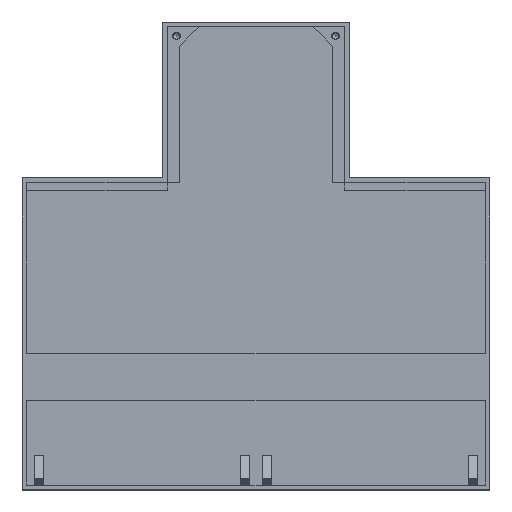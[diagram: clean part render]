
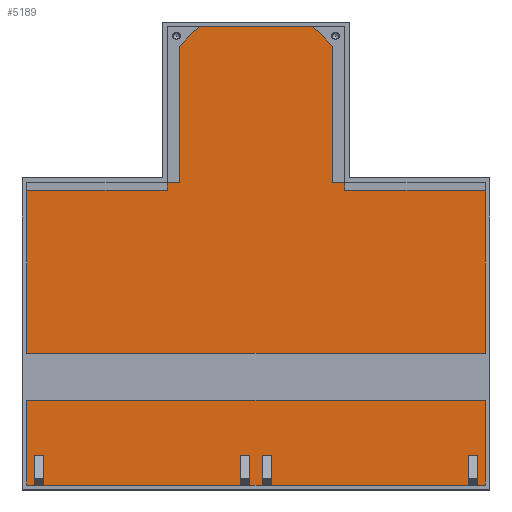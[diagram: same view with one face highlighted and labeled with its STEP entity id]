
A CAD part, top view. The second image highlights one B-rep face of the part: STEP entity #5189.
In plain terms, the highlighted planar face has unit normal (0, 0, 1).
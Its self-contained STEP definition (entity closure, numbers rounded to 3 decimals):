
#75=PLANE('',#5508);
#366=FACE_OUTER_BOUND('',#650,.T.);
#650=EDGE_LOOP('',(#4535,#4536,#4537,#4538,#4539,#4540,#4541,#4542,#4543,
#4544,#4545,#4546,#4547,#4548,#4549,#4550));
#1303=LINE('',#16878,#1669);
#1311=LINE('',#16895,#1677);
#1316=LINE('',#16904,#1682);
#1320=LINE('',#16912,#1686);
#1322=LINE('',#16916,#1688);
#1325=LINE('',#16922,#1691);
#1331=LINE('',#16933,#1697);
#1332=LINE('',#16936,#1698);
#1394=LINE('',#19828,#1760);
#1396=LINE('',#19831,#1762);
#1397=LINE('',#19833,#1763);
#1398=LINE('',#19835,#1764);
#1399=LINE('',#19837,#1765);
#1400=LINE('',#19839,#1766);
#1401=LINE('',#19841,#1767);
#1402=LINE('',#19842,#1768);
#1669=VECTOR('',#6175,10.);
#1677=VECTOR('',#6187,10.);
#1682=VECTOR('',#6194,10.);
#1686=VECTOR('',#6200,10.);
#1688=VECTOR('',#6204,10.);
#1691=VECTOR('',#6209,10.);
#1697=VECTOR('',#6219,10.);
#1698=VECTOR('',#6222,10.);
#1760=VECTOR('',#6356,10.);
#1762=VECTOR('',#6360,10.);
#1763=VECTOR('',#6361,10.);
#1764=VECTOR('',#6362,10.);
#1765=VECTOR('',#6363,10.);
#1766=VECTOR('',#6364,10.);
#1767=VECTOR('',#6365,10.);
#1768=VECTOR('',#6366,10.);
#2258=VERTEX_POINT('',#16875);
#2259=VERTEX_POINT('',#16877);
#2265=VERTEX_POINT('',#16892);
#2266=VERTEX_POINT('',#16894);
#2269=VERTEX_POINT('',#16902);
#2272=VERTEX_POINT('',#16910);
#2273=VERTEX_POINT('',#16914);
#2275=VERTEX_POINT('',#16920);
#2278=VERTEX_POINT('',#16931);
#2279=VERTEX_POINT('',#16935);
#2323=VERTEX_POINT('',#19827);
#2324=VERTEX_POINT('',#19832);
#2325=VERTEX_POINT('',#19834);
#2326=VERTEX_POINT('',#19836);
#2327=VERTEX_POINT('',#19838);
#2328=VERTEX_POINT('',#19840);
#2969=EDGE_CURVE('',#2258,#2259,#1303,.T.);
#2977=EDGE_CURVE('',#2266,#2265,#1311,.T.);
#2982=EDGE_CURVE('',#2258,#2269,#1316,.T.);
#2986=EDGE_CURVE('',#2269,#2272,#1320,.T.);
#2988=EDGE_CURVE('',#2273,#2265,#1322,.T.);
#2991=EDGE_CURVE('',#2275,#2273,#1325,.T.);
#2997=EDGE_CURVE('',#2278,#2275,#1331,.T.);
#2998=EDGE_CURVE('',#2279,#2259,#1332,.T.);
#3080=EDGE_CURVE('',#2323,#2266,#1394,.T.);
#3082=EDGE_CURVE('',#2279,#2278,#1396,.T.);
#3083=EDGE_CURVE('',#2272,#2324,#1397,.T.);
#3084=EDGE_CURVE('',#2325,#2324,#1398,.T.);
#3085=EDGE_CURVE('',#2326,#2325,#1399,.T.);
#3086=EDGE_CURVE('',#2327,#2326,#1400,.T.);
#3087=EDGE_CURVE('',#2328,#2327,#1401,.T.);
#3088=EDGE_CURVE('',#2323,#2328,#1402,.T.);
#4535=ORIENTED_EDGE('',*,*,#2977,.T.);
#4536=ORIENTED_EDGE('',*,*,#2988,.F.);
#4537=ORIENTED_EDGE('',*,*,#2991,.F.);
#4538=ORIENTED_EDGE('',*,*,#2997,.F.);
#4539=ORIENTED_EDGE('',*,*,#3082,.F.);
#4540=ORIENTED_EDGE('',*,*,#2998,.T.);
#4541=ORIENTED_EDGE('',*,*,#2969,.F.);
#4542=ORIENTED_EDGE('',*,*,#2982,.T.);
#4543=ORIENTED_EDGE('',*,*,#2986,.T.);
#4544=ORIENTED_EDGE('',*,*,#3083,.T.);
#4545=ORIENTED_EDGE('',*,*,#3084,.F.);
#4546=ORIENTED_EDGE('',*,*,#3085,.F.);
#4547=ORIENTED_EDGE('',*,*,#3086,.F.);
#4548=ORIENTED_EDGE('',*,*,#3087,.F.);
#4549=ORIENTED_EDGE('',*,*,#3088,.F.);
#4550=ORIENTED_EDGE('',*,*,#3080,.T.);
#5189=ADVANCED_FACE('',(#366),#75,.T.);
#5508=AXIS2_PLACEMENT_3D('',#19830,#6358,#6359);
#6175=DIRECTION('',(-1.,0.,0.));
#6187=DIRECTION('',(-0.707,0.707,0.));
#6194=DIRECTION('',(0.,-1.,0.));
#6200=DIRECTION('',(-0.707,-0.707,0.));
#6204=DIRECTION('',(0.,-1.,0.));
#6209=DIRECTION('',(-1.,0.,0.));
#6219=DIRECTION('',(0.,-1.,0.));
#6222=DIRECTION('',(0.,-1.,0.));
#6356=DIRECTION('',(0.,1.,0.));
#6358=DIRECTION('center_axis',(0.,0.,1.));
#6359=DIRECTION('ref_axis',(0.,1.,0.));
#6360=DIRECTION('',(1.,0.,0.));
#6361=DIRECTION('',(0.,-1.,0.));
#6362=DIRECTION('',(1.,0.,0.));
#6363=DIRECTION('',(0.,1.,0.));
#6364=DIRECTION('',(-1.,0.,0.));
#6365=DIRECTION('',(0.,-1.,0.));
#6366=DIRECTION('',(1.,0.,0.));
#16875=CARTESIAN_POINT('',(52.5,148.5,1.5));
#16877=CARTESIAN_POINT('',(46.5,148.5,1.5));
#16878=CARTESIAN_POINT('',(60.75,148.5,1.5));
#16892=CARTESIAN_POINT('',(97.5,144.257,1.5));
#16894=CARTESIAN_POINT('',(103.5,138.257,1.5));
#16895=CARTESIAN_POINT('',(113.318,128.439,1.5));
#16902=CARTESIAN_POINT('',(52.5,144.257,1.5));
#16904=CARTESIAN_POINT('',(52.5,148.5,1.5));
#16910=CARTESIAN_POINT('',(46.5,138.257,1.5));
#16912=CARTESIAN_POINT('',(31.561,123.318,1.5));
#16914=CARTESIAN_POINT('',(97.5,148.5,1.5));
#16916=CARTESIAN_POINT('',(97.5,148.5,1.5));
#16920=CARTESIAN_POINT('',(103.5,148.5,1.5));
#16922=CARTESIAN_POINT('',(60.75,148.5,1.5));
#16931=CARTESIAN_POINT('',(103.5,150.,1.5));
#16933=CARTESIAN_POINT('',(103.5,150.,1.5));
#16935=CARTESIAN_POINT('',(46.5,150.,1.5));
#16936=CARTESIAN_POINT('',(46.5,150.,1.5));
#19827=CARTESIAN_POINT('',(103.5,98.5,1.5));
#19828=CARTESIAN_POINT('',(103.5,100.,1.5));
#19830=CARTESIAN_POINT('Origin',(75.,50.,1.5));
#19831=CARTESIAN_POINT('',(60.75,150.,1.5));
#19832=CARTESIAN_POINT('',(46.5,98.5,1.5));
#19833=CARTESIAN_POINT('',(46.5,101.5,1.5));
#19834=CARTESIAN_POINT('',(1.5,98.5,1.5));
#19835=CARTESIAN_POINT('',(75.,98.5,1.5));
#19836=CARTESIAN_POINT('',(1.5,1.5,1.5));
#19837=CARTESIAN_POINT('',(1.5,50.,1.5));
#19838=CARTESIAN_POINT('',(148.5,1.5,1.5));
#19839=CARTESIAN_POINT('',(75.,1.5,1.5));
#19840=CARTESIAN_POINT('',(148.5,98.5,1.5));
#19841=CARTESIAN_POINT('',(148.5,50.,1.5));
#19842=CARTESIAN_POINT('',(75.,98.5,1.5));
